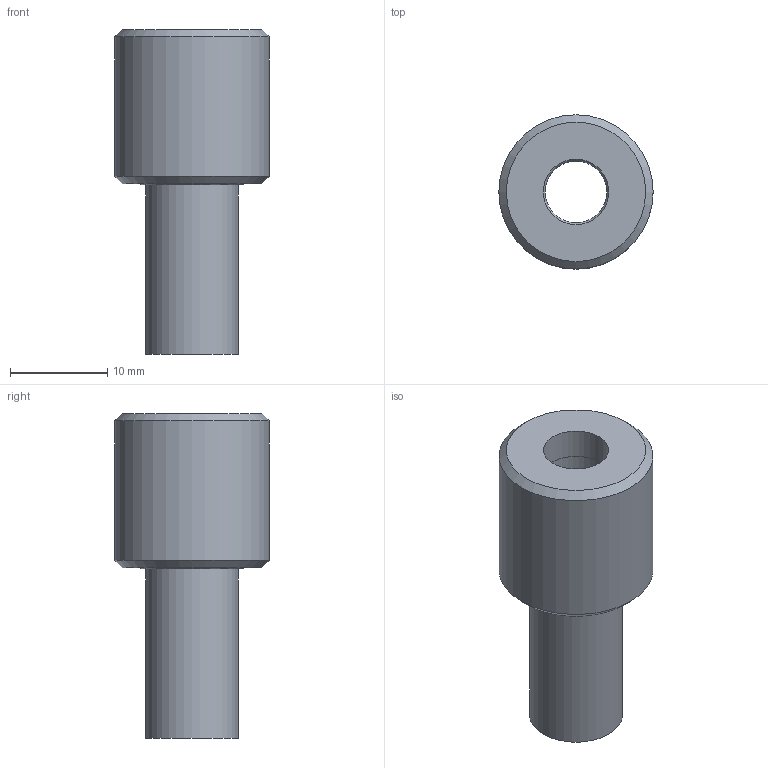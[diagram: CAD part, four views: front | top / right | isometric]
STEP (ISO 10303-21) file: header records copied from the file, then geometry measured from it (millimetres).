
FILE_DESCRIPTION(/* description */ (''),/* implementation_level */ '2;1');
FILE_NAME(/* name */ '1000104a.stp',/* time_stamp */ '2019-09-19T09:56:13-04:00',/* author */ ('Sana_M'),/* organization */ (''),/* preprocessor_version */ 'ST-DEVELOPER v16.13',/* originating_system */ 'Autodesk Inventor 2018',/* authorisation */ '');
FILE_SCHEMA (('AUTOMOTIVE_DESIGN { 1 0 10303 214 3 1 1 }'));
Length unit declared in the file: inch
Products named in the file (1): 1000104a
Bounding box: 15.88 x 15.88 x 33.45 mm (x, y, z)
Volume: 3219.7 mm3; surface area: 3571.3 mm2
Topology: 4 solids, 4 shells, 32 faces, 54 edges, 33 vertices
Faces by surface type: cylinder 12, plane 11, cone 5, torus 4
Full cylindrical faces by diameter (mm): 6.35 x1, 6.731 x3, 9.525 x3, 10.668 x2, 11.328 x1, 12.7 x1, 15.875 x1
Entity records: 758 total; most frequent: DIRECTION 130, CARTESIAN_POINT 97, AXIS2_PLACEMENT_3D 65, EDGE_LOOP 64, ORIENTED_EDGE 64, STYLED_ITEM 36, FACE_BOUND 32, FACE_OUTER_BOUND 32
